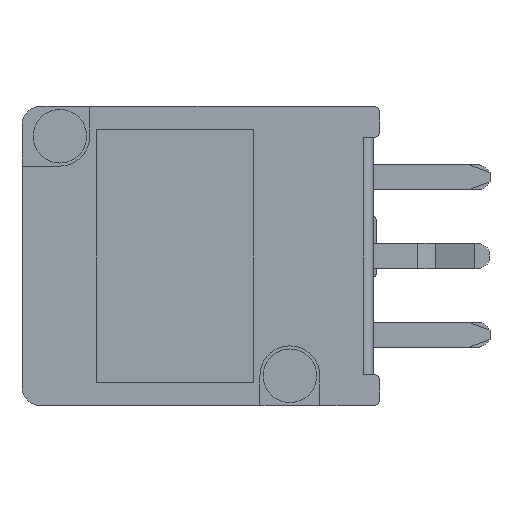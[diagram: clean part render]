
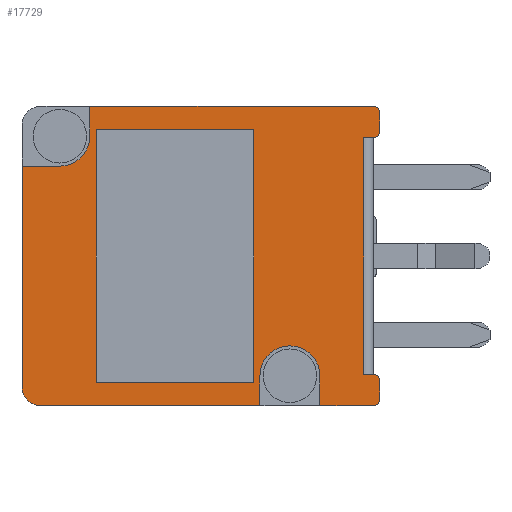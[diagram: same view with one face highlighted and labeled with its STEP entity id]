
A CAD part, front view. The second image highlights one B-rep face of the part: STEP entity #17729.
In plain terms, the highlighted planar face has unit normal (0, -1, 0).
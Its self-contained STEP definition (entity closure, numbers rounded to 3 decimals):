
#16946=CARTESIAN_POINT('',(-6.3,0.,-3.95));
#16947=DIRECTION('',(0.,1.,0.));
#16948=DIRECTION('',(-1.,0.,0.));
#16949=AXIS2_PLACEMENT_3D('',#16946,#16947,#16948);
#16951=DIRECTION('',(1.,0.,0.));
#16952=VECTOR('',#16951,0.3);
#16953=CARTESIAN_POINT('',(-6.3,0.,-3.75));
#16954=LINE('',#16953,#16952);
#16955=DIRECTION('',(-1.,0.,0.));
#16956=VECTOR('',#16955,0.3);
#16957=CARTESIAN_POINT('',(-6.,0.,3.75));
#16958=LINE('',#16957,#16956);
#16959=CARTESIAN_POINT('',(-6.3,0.,3.95));
#16960=DIRECTION('',(0.,1.,0.));
#16961=DIRECTION('',(0.,0.,-1.));
#16962=AXIS2_PLACEMENT_3D('',#16959,#16960,#16961);
#16964=CARTESIAN_POINT('',(-6.3,0.,4.55));
#16965=DIRECTION('',(0.,1.,0.));
#16966=DIRECTION('',(-1.,0.,0.));
#16967=AXIS2_PLACEMENT_3D('',#16964,#16965,#16966);
#16969=CARTESIAN_POINT('',(-3.65,0.,3.8));
#16970=DIRECTION('',(0.,-1.,0.));
#16971=DIRECTION('',(-1.,0.,0.));
#16972=AXIS2_PLACEMENT_3D('',#16969,#16970,#16971);
#16974=DIRECTION('',(0.,0.,1.));
#16975=VECTOR('',#16974,0.95);
#16976=CARTESIAN_POINT('',(-2.7,0.,3.8));
#16977=LINE('',#16976,#16975);
#16978=CARTESIAN_POINT('',(4.25,0.,4.15));
#16979=DIRECTION('',(0.,1.,0.));
#16980=DIRECTION('',(0.,0.,1.));
#16981=AXIS2_PLACEMENT_3D('',#16978,#16979,#16980);
#16983=CARTESIAN_POINT('',(3.65,0.,-3.8));
#16984=DIRECTION('',(0.,-1.,0.));
#16985=DIRECTION('',(0.,0.,1.));
#16986=AXIS2_PLACEMENT_3D('',#16983,#16984,#16985);
#16988=DIRECTION('',(0.,0.,-1.));
#16989=VECTOR('',#16988,0.95);
#16990=CARTESIAN_POINT('',(2.7,0.,-3.8));
#16991=LINE('',#16990,#16989);
#16992=CARTESIAN_POINT('',(-6.3,0.,-4.55));
#16993=DIRECTION('',(0.,1.,0.));
#16994=DIRECTION('',(0.,0.,-1.));
#16995=AXIS2_PLACEMENT_3D('',#16992,#16993,#16994);
#17009=DIRECTION('',(0.,0.,-1.));
#17010=VECTOR('',#17009,0.6);
#17011=CARTESIAN_POINT('',(-6.5,0.,-3.95));
#17012=LINE('',#17011,#17010);
#17021=DIRECTION('',(1.,0.,0.));
#17022=VECTOR('',#17021,9.);
#17023=CARTESIAN_POINT('',(-6.3,0.,-4.75));
#17024=LINE('',#17023,#17022);
#17037=DIRECTION('',(1.,0.,0.));
#17038=VECTOR('',#17037,1.2);
#17039=CARTESIAN_POINT('',(3.65,0.,-2.85));
#17040=LINE('',#17039,#17038);
#17049=DIRECTION('',(0.,0.,1.));
#17050=VECTOR('',#17049,7.);
#17051=CARTESIAN_POINT('',(4.85,0.,-2.85));
#17052=LINE('',#17051,#17050);
#17173=DIRECTION('',(-1.,0.,0.));
#17174=VECTOR('',#17173,6.95);
#17175=CARTESIAN_POINT('',(4.25,0.,4.75));
#17176=LINE('',#17175,#17174);
#17185=DIRECTION('',(-1.,0.,0.));
#17186=VECTOR('',#17185,1.7);
#17187=CARTESIAN_POINT('',(-4.6,0.,4.75));
#17188=LINE('',#17187,#17186);
#17197=DIRECTION('',(0.,0.,-1.));
#17198=VECTOR('',#17197,0.6);
#17199=CARTESIAN_POINT('',(-6.5,0.,4.55));
#17200=LINE('',#17199,#17198);
#17217=DIRECTION('',(0.,0.,-1.));
#17218=VECTOR('',#17217,7.5);
#17219=CARTESIAN_POINT('',(-6.,0.,3.75));
#17220=LINE('',#17219,#17218);
#17243=DIRECTION('',(0.,0.,1.));
#17244=VECTOR('',#17243,0.95);
#17245=CARTESIAN_POINT('',(-4.6,0.,3.8));
#17246=LINE('',#17245,#17244);
#17456=DIRECTION('',(0.,0.,1.));
#17457=VECTOR('',#17456,8.);
#17458=CARTESIAN_POINT('',(-2.5,0.,-4.));
#17459=LINE('',#17458,#17457);
#17464=DIRECTION('',(1.,0.,0.));
#17465=VECTOR('',#17464,5.);
#17466=CARTESIAN_POINT('',(-2.5,0.,4.));
#17467=LINE('',#17466,#17465);
#17472=DIRECTION('',(0.,0.,-1.));
#17473=VECTOR('',#17472,8.);
#17474=CARTESIAN_POINT('',(2.5,0.,4.));
#17475=LINE('',#17474,#17473);
#17480=DIRECTION('',(-1.,0.,0.));
#17481=VECTOR('',#17480,5.);
#17482=CARTESIAN_POINT('',(2.5,0.,-4.));
#17483=LINE('',#17482,#17481);
#17504=CARTESIAN_POINT('',(-6.5,0.,-3.95));
#17505=CARTESIAN_POINT('',(-6.3,0.,-3.75));
#17506=VERTEX_POINT('',#17504);
#17507=VERTEX_POINT('',#17505);
#17508=CARTESIAN_POINT('',(-6.,0.,-3.75));
#17509=VERTEX_POINT('',#17508);
#17510=CARTESIAN_POINT('',(-6.,0.,3.75));
#17511=VERTEX_POINT('',#17510);
#17512=CARTESIAN_POINT('',(-6.3,0.,3.75));
#17513=VERTEX_POINT('',#17512);
#17514=CARTESIAN_POINT('',(-6.5,0.,3.95));
#17515=VERTEX_POINT('',#17514);
#17516=CARTESIAN_POINT('',(-6.5,0.,4.55));
#17517=VERTEX_POINT('',#17516);
#17518=CARTESIAN_POINT('',(-6.3,0.,4.75));
#17519=VERTEX_POINT('',#17518);
#17520=CARTESIAN_POINT('',(-4.6,0.,4.75));
#17521=VERTEX_POINT('',#17520);
#17522=CARTESIAN_POINT('',(-4.6,0.,3.8));
#17523=VERTEX_POINT('',#17522);
#17524=CARTESIAN_POINT('',(-2.7,0.,3.8));
#17525=VERTEX_POINT('',#17524);
#17526=CARTESIAN_POINT('',(-2.7,0.,4.75));
#17527=VERTEX_POINT('',#17526);
#17528=CARTESIAN_POINT('',(4.25,0.,4.75));
#17529=VERTEX_POINT('',#17528);
#17530=CARTESIAN_POINT('',(4.85,0.,4.15));
#17531=VERTEX_POINT('',#17530);
#17532=CARTESIAN_POINT('',(4.85,0.,-2.85));
#17533=VERTEX_POINT('',#17532);
#17534=CARTESIAN_POINT('',(3.65,0.,-2.85));
#17535=VERTEX_POINT('',#17534);
#17536=CARTESIAN_POINT('',(2.7,0.,-3.8));
#17537=VERTEX_POINT('',#17536);
#17538=CARTESIAN_POINT('',(2.7,0.,-4.75));
#17539=VERTEX_POINT('',#17538);
#17540=CARTESIAN_POINT('',(-6.3,0.,-4.75));
#17541=VERTEX_POINT('',#17540);
#17542=CARTESIAN_POINT('',(-6.5,0.,-4.55));
#17543=VERTEX_POINT('',#17542);
#17544=CARTESIAN_POINT('',(-2.5,0.,-4.));
#17545=CARTESIAN_POINT('',(-2.5,0.,4.));
#17546=VERTEX_POINT('',#17544);
#17547=VERTEX_POINT('',#17545);
#17548=CARTESIAN_POINT('',(2.5,0.,-4.));
#17549=VERTEX_POINT('',#17548);
#17550=CARTESIAN_POINT('',(2.5,0.,4.));
#17551=VERTEX_POINT('',#17550);
#17672=CARTESIAN_POINT('',(0.,0.,0.));
#17673=DIRECTION('',(0.,1.,0.));
#17674=DIRECTION('',(1.,0.,0.));
#17675=AXIS2_PLACEMENT_3D('',#17672,#17673,#17674);
#17676=PLANE('',#17675);
#17678=ORIENTED_EDGE('',*,*,#17677,.T.);
#17680=ORIENTED_EDGE('',*,*,#17679,.T.);
#17682=ORIENTED_EDGE('',*,*,#17681,.F.);
#17684=ORIENTED_EDGE('',*,*,#17683,.T.);
#17686=ORIENTED_EDGE('',*,*,#17685,.T.);
#17688=ORIENTED_EDGE('',*,*,#17687,.F.);
#17690=ORIENTED_EDGE('',*,*,#17689,.T.);
#17692=ORIENTED_EDGE('',*,*,#17691,.F.);
#17694=ORIENTED_EDGE('',*,*,#17693,.F.);
#17696=ORIENTED_EDGE('',*,*,#17695,.T.);
#17698=ORIENTED_EDGE('',*,*,#17697,.T.);
#17700=ORIENTED_EDGE('',*,*,#17699,.F.);
#17702=ORIENTED_EDGE('',*,*,#17701,.T.);
#17704=ORIENTED_EDGE('',*,*,#17703,.F.);
#17706=ORIENTED_EDGE('',*,*,#17705,.F.);
#17708=ORIENTED_EDGE('',*,*,#17707,.T.);
#17710=ORIENTED_EDGE('',*,*,#17709,.T.);
#17712=ORIENTED_EDGE('',*,*,#17711,.F.);
#17714=ORIENTED_EDGE('',*,*,#17713,.T.);
#17716=ORIENTED_EDGE('',*,*,#17715,.F.);
#17717=EDGE_LOOP('',(#17678,#17680,#17682,#17684,#17686,#17688,#17690,#17692,
#17694,#17696,#17698,#17700,#17702,#17704,#17706,#17708,#17710,#17712,#17714,
#17716));
#17718=FACE_OUTER_BOUND('',#17717,.F.);
#17720=ORIENTED_EDGE('',*,*,#17719,.F.);
#17722=ORIENTED_EDGE('',*,*,#17721,.F.);
#17724=ORIENTED_EDGE('',*,*,#17723,.F.);
#17726=ORIENTED_EDGE('',*,*,#17725,.F.);
#17727=EDGE_LOOP('',(#17720,#17722,#17724,#17726));
#17728=FACE_BOUND('',#17727,.F.);
#17729=ADVANCED_FACE('',(#17718,#17728),#17676,.F.);
#16950=CIRCLE('',#16949,0.2);
#16963=CIRCLE('',#16962,0.2);
#16968=CIRCLE('',#16967,0.2);
#16973=CIRCLE('',#16972,0.95);
#16982=CIRCLE('',#16981,0.6);
#16987=CIRCLE('',#16986,0.95);
#16996=CIRCLE('',#16995,0.2);
#17677=EDGE_CURVE('',#17506,#17507,#16950,.T.);
#17679=EDGE_CURVE('',#17507,#17509,#16954,.T.);
#17681=EDGE_CURVE('',#17511,#17509,#17220,.T.);
#17683=EDGE_CURVE('',#17511,#17513,#16958,.T.);
#17685=EDGE_CURVE('',#17513,#17515,#16963,.T.);
#17687=EDGE_CURVE('',#17517,#17515,#17200,.T.);
#17689=EDGE_CURVE('',#17517,#17519,#16968,.T.);
#17691=EDGE_CURVE('',#17521,#17519,#17188,.T.);
#17693=EDGE_CURVE('',#17523,#17521,#17246,.T.);
#17695=EDGE_CURVE('',#17523,#17525,#16973,.T.);
#17697=EDGE_CURVE('',#17525,#17527,#16977,.T.);
#17699=EDGE_CURVE('',#17529,#17527,#17176,.T.);
#17701=EDGE_CURVE('',#17529,#17531,#16982,.T.);
#17703=EDGE_CURVE('',#17533,#17531,#17052,.T.);
#17705=EDGE_CURVE('',#17535,#17533,#17040,.T.);
#17707=EDGE_CURVE('',#17535,#17537,#16987,.T.);
#17709=EDGE_CURVE('',#17537,#17539,#16991,.T.);
#17711=EDGE_CURVE('',#17541,#17539,#17024,.T.);
#17713=EDGE_CURVE('',#17541,#17543,#16996,.T.);
#17715=EDGE_CURVE('',#17506,#17543,#17012,.T.);
#17719=EDGE_CURVE('',#17546,#17547,#17459,.T.);
#17721=EDGE_CURVE('',#17549,#17546,#17483,.T.);
#17723=EDGE_CURVE('',#17551,#17549,#17475,.T.);
#17725=EDGE_CURVE('',#17547,#17551,#17467,.T.);
